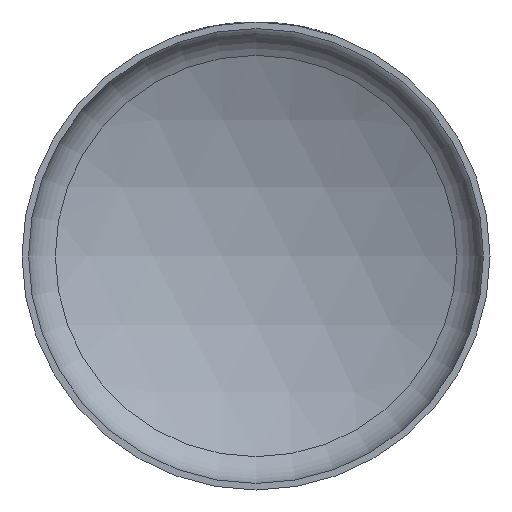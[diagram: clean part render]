
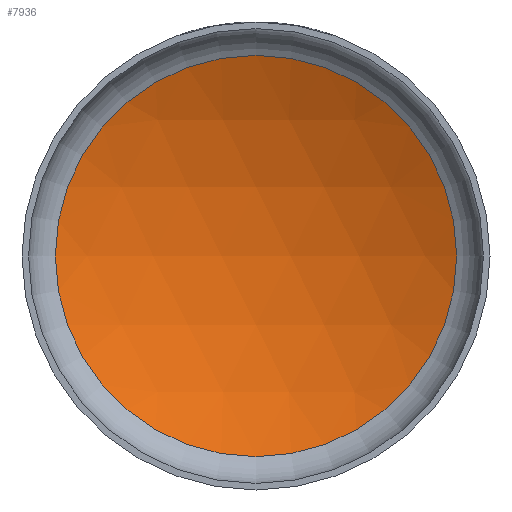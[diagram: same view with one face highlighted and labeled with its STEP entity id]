
A CAD part, front view. The second image highlights one B-rep face of the part: STEP entity #7936.
In plain terms, the highlighted spherical face has radius 355.6 mm.
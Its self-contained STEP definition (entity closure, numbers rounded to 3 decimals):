
#579 = EDGE_LOOP ( 'NONE', ( #5364 ) ) ;
#1253 = CARTESIAN_POINT ( 'NONE',  ( 0., 49.125, -152.489 ) ) ;
#5135 = CIRCLE ( 'NONE', #6099, 152.489 ) ;
#5364 = ORIENTED_EDGE ( 'NONE', *, *, #11106, .T. ) ;
#5591 = VERTEX_POINT ( 'NONE', #1253 ) ;
#6099 = AXIS2_PLACEMENT_3D ( 'NONE', #25403, #25188, #13538 ) ;
#7936 = ADVANCED_FACE ( 'NONE', ( #20627 ), #19858, .F. ) ;
#7952 = CARTESIAN_POINT ( 'NONE',  ( 0., -272.121, 0. ) ) ;
#11106 = EDGE_CURVE ( 'NONE', #5591, #5591, #5135, .T. ) ;
#13538 = DIRECTION ( 'NONE',  ( 0., 0., -1. ) ) ;
#16621 = AXIS2_PLACEMENT_3D ( 'NONE', #7952, #17463, #17366 ) ;
#17366 = DIRECTION ( 'NONE',  ( 1., 0., 0. ) ) ;
#17463 = DIRECTION ( 'NONE',  ( 0., 0., 1. ) ) ;
#19858 = SPHERICAL_SURFACE ( 'NONE', #16621, 355.6 ) ;
#20627 = FACE_OUTER_BOUND ( 'NONE', #579, .T. ) ;
#25188 = DIRECTION ( 'NONE',  ( 0., -1., 0. ) ) ;
#25403 = CARTESIAN_POINT ( 'NONE',  ( 0., 49.125, 0. ) ) ;
